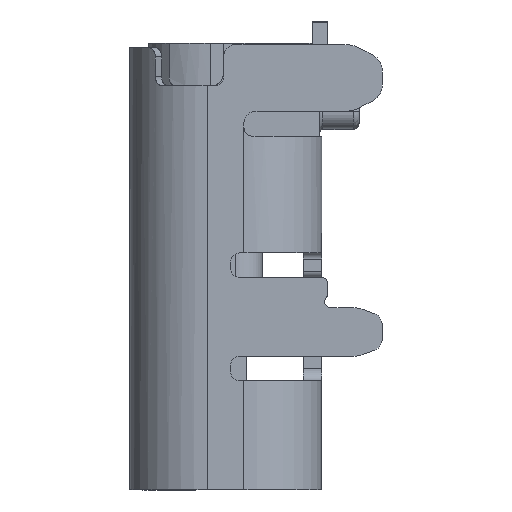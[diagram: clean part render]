
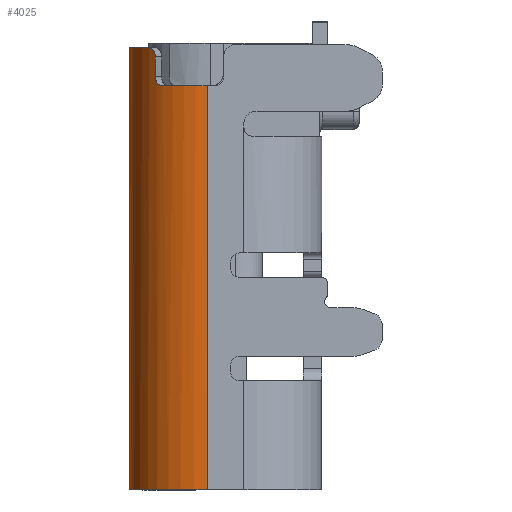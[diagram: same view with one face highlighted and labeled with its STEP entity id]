
A CAD part, front view. The second image highlights one B-rep face of the part: STEP entity #4025.
In plain terms, the highlighted cylindrical face has radius 1.28 mm (diameter 2.56 mm), a partial arc.
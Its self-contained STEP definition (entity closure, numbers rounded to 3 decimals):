
#132 = CYLINDRICAL_SURFACE ( 'NONE', #7341, 1.28 ) ;
#195 = CARTESIAN_POINT ( 'NONE',  ( -1.15, -4.147, -0.598 ) ) ;
#267 = CARTESIAN_POINT ( 'NONE',  ( -1.064, -4.217, -0.697 ) ) ;
#409 = CARTESIAN_POINT ( 'NONE',  ( -1.155, -4.143, -0.561 ) ) ;
#576 = CARTESIAN_POINT ( 'NONE',  ( -1.171, -4.128, -0.146 ) ) ;
#789 = VECTOR ( 'NONE', #21864, 1000. ) ;
#1323 = AXIS2_PLACEMENT_3D ( 'NONE', #4337, #14354, #16052 ) ;
#1486 = ORIENTED_EDGE ( 'NONE', *, *, #18186, .T. ) ;
#1548 = CIRCLE ( 'NONE', #14002, 1.28 ) ;
#1770 = CARTESIAN_POINT ( 'NONE',  ( -0.3, -4.47, -0.7 ) ) ;
#1865 = EDGE_CURVE ( 'NONE', #12164, #2512, #9483, .T. ) ;
#1974 = CARTESIAN_POINT ( 'NONE',  ( -1.155, -4.143, -0.55 ) ) ;
#2053 = CARTESIAN_POINT ( 'NONE',  ( -1.138, -4.158, -0.629 ) ) ;
#2113 = LINE ( 'NONE', #20512, #789 ) ;
#2119 = CARTESIAN_POINT ( 'NONE',  ( -1.112, -4.18, -0.667 ) ) ;
#2247 = VERTEX_POINT ( 'NONE', #1974 ) ;
#2270 = EDGE_LOOP ( 'NONE', ( #11682, #1486, #3538, #8262, #10828, #18744, #14809, #21837 ) ) ;
#2477 = DIRECTION ( 'NONE',  ( 0., 0., 1. ) ) ;
#2512 = VERTEX_POINT ( 'NONE', #14573 ) ;
#3531 = CARTESIAN_POINT ( 'NONE',  ( -1.036, -4.237, -0.7 ) ) ;
#3538 = ORIENTED_EDGE ( 'NONE', *, *, #18378, .T. ) ;
#3605 = CARTESIAN_POINT ( 'NONE',  ( -1.122, -4.171, -0.656 ) ) ;
#3765 = CARTESIAN_POINT ( 'NONE',  ( -1.195, -4.105, -0.109 ) ) ;
#3809 = CARTESIAN_POINT ( 'NONE',  ( -1.089, -4.198, -0.686 ) ) ;
#4025 = ADVANCED_FACE ( 'NONE', ( #18703 ), #132, .T. ) ;
#4337 = CARTESIAN_POINT ( 'NONE',  ( -0.3, -3.19, -7.35 ) ) ;
#4411 = VERTEX_POINT ( 'NONE', #16671 ) ;
#5409 = VERTEX_POINT ( 'NONE', #14985 ) ;
#5502 = CARTESIAN_POINT ( 'NONE',  ( -1.154, -4.143, -0.571 ) ) ;
#5602 = CARTESIAN_POINT ( 'NONE',  ( -1.179, -4.121, -0.133 ) ) ;
#6352 = DIRECTION ( 'NONE',  ( 0., 0., -1. ) ) ;
#6402 = DIRECTION ( 'NONE',  ( 1., 0., 0. ) ) ;
#6462 = LINE ( 'NONE', #9134, #15489 ) ;
#6693 = EDGE_CURVE ( 'NONE', #5409, #8667, #2113, .T. ) ;
#6722 = CARTESIAN_POINT ( 'NONE',  ( -1.58, -3.19, -7.35 ) ) ;
#6839 = DIRECTION ( 'NONE',  ( 0., 0., -1. ) ) ;
#7161 = CARTESIAN_POINT ( 'NONE',  ( -1.186, -4.114, -0.12 ) ) ;
#7341 = AXIS2_PLACEMENT_3D ( 'NONE', #12185, #19050, #13722 ) ;
#8031 = DIRECTION ( 'NONE',  ( 0., 0., 1. ) ) ;
#8262 = ORIENTED_EDGE ( 'NONE', *, *, #1865, .F. ) ;
#8666 = VERTEX_POINT ( 'NONE', #11799 ) ;
#8667 = VERTEX_POINT ( 'NONE', #1770 ) ;
#8773 = B_SPLINE_CURVE_WITH_KNOTS ( 'NONE', 3,
 ( #10311, #15412, #17854, #11134, #14520, #576, #5602, #7161, #3765, #8950, #12468, #12394, #17482, #17262, #12317, #19039 ),
 .UNSPECIFIED., .F., .F.,
 ( 4, 3, 3, 3, 3, 4 ),
 ( 0., 0., 0., 0., 0., 0. ),
 .UNSPECIFIED. ) ;
#8950 = CARTESIAN_POINT ( 'NONE',  ( -1.205, -4.095, -0.1 ) ) ;
#9134 = CARTESIAN_POINT ( 'NONE',  ( -1.155, -4.143, -7.35 ) ) ;
#9483 = LINE ( 'NONE', #16645, #19323 ) ;
#10311 = CARTESIAN_POINT ( 'NONE',  ( -1.155, -4.143, -0.225 ) ) ;
#10574 = CARTESIAN_POINT ( 'NONE',  ( -1.152, -4.145, -0.581 ) ) ;
#10828 = ORIENTED_EDGE ( 'NONE', *, *, #14895, .T. ) ;
#11134 = CARTESIAN_POINT ( 'NONE',  ( -1.161, -4.137, -0.176 ) ) ;
#11241 = EDGE_CURVE ( 'NONE', #2247, #4411, #6462, .T. ) ;
#11682 = ORIENTED_EDGE ( 'NONE', *, *, #11241, .T. ) ;
#11799 = CARTESIAN_POINT ( 'NONE',  ( -1.265, -4.031, -0.075 ) ) ;
#11893 = CIRCLE ( 'NONE', #1323, 1.28 ) ;
#12077 = B_SPLINE_CURVE_WITH_KNOTS ( 'NONE', 3,
 ( #3531, #19101, #267, #15392, #3809, #15606, #2119, #3605, #12229, #2053, #20644, #195, #10574, #5502, #409, #20503 ),
 .UNSPECIFIED., .F., .F.,
 ( 4, 3, 3, 3, 3, 4 ),
 ( 0., 0., 0., 0., 0., 0. ),
 .UNSPECIFIED. ) ;
#12164 = VERTEX_POINT ( 'NONE', #6722 ) ;
#12185 = CARTESIAN_POINT ( 'NONE',  ( -0.3, -3.19, -7.35 ) ) ;
#12229 = CARTESIAN_POINT ( 'NONE',  ( -1.131, -4.164, -0.643 ) ) ;
#12317 = CARTESIAN_POINT ( 'NONE',  ( -1.256, -4.041, -0.075 ) ) ;
#12394 = CARTESIAN_POINT ( 'NONE',  ( -1.226, -4.074, -0.084 ) ) ;
#12468 = CARTESIAN_POINT ( 'NONE',  ( -1.215, -4.085, -0.091 ) ) ;
#13722 = DIRECTION ( 'NONE',  ( 1., 0., 0. ) ) ;
#14002 = AXIS2_PLACEMENT_3D ( 'NONE', #16523, #6352, #19937 ) ;
#14354 = DIRECTION ( 'NONE',  ( 0., 0., 1. ) ) ;
#14520 = CARTESIAN_POINT ( 'NONE',  ( -1.165, -4.133, -0.161 ) ) ;
#14573 = CARTESIAN_POINT ( 'NONE',  ( -1.58, -3.19, -0.075 ) ) ;
#14809 = ORIENTED_EDGE ( 'NONE', *, *, #20030, .T. ) ;
#14876 = CARTESIAN_POINT ( 'NONE',  ( -0.3, -3.19, -0.7 ) ) ;
#14895 = EDGE_CURVE ( 'NONE', #12164, #5409, #11893, .T. ) ;
#14985 = CARTESIAN_POINT ( 'NONE',  ( -0.3, -4.47, -7.35 ) ) ;
#15392 = CARTESIAN_POINT ( 'NONE',  ( -1.077, -4.208, -0.691 ) ) ;
#15412 = CARTESIAN_POINT ( 'NONE',  ( -1.155, -4.143, -0.209 ) ) ;
#15489 = VECTOR ( 'NONE', #2477, 1000. ) ;
#15606 = CARTESIAN_POINT ( 'NONE',  ( -1.101, -4.188, -0.677 ) ) ;
#16052 = DIRECTION ( 'NONE',  ( 1., 0., 0. ) ) ;
#16314 = CIRCLE ( 'NONE', #16458, 1.28 ) ;
#16458 = AXIS2_PLACEMENT_3D ( 'NONE', #14876, #6839, #6402 ) ;
#16523 = CARTESIAN_POINT ( 'NONE',  ( -0.3, -3.19, -0.075 ) ) ;
#16555 = VERTEX_POINT ( 'NONE', #16902 ) ;
#16645 = CARTESIAN_POINT ( 'NONE',  ( -1.58, -3.19, -7.35 ) ) ;
#16671 = CARTESIAN_POINT ( 'NONE',  ( -1.155, -4.143, -0.225 ) ) ;
#16902 = CARTESIAN_POINT ( 'NONE',  ( -1.036, -4.237, -0.7 ) ) ;
#17262 = CARTESIAN_POINT ( 'NONE',  ( -1.247, -4.052, -0.077 ) ) ;
#17344 = EDGE_CURVE ( 'NONE', #16555, #2247, #12077, .T. ) ;
#17482 = CARTESIAN_POINT ( 'NONE',  ( -1.237, -4.062, -0.08 ) ) ;
#17854 = CARTESIAN_POINT ( 'NONE',  ( -1.157, -4.141, -0.192 ) ) ;
#18186 = EDGE_CURVE ( 'NONE', #4411, #8666, #8773, .T. ) ;
#18378 = EDGE_CURVE ( 'NONE', #8666, #2512, #1548, .T. ) ;
#18703 = FACE_OUTER_BOUND ( 'NONE', #2270, .T. ) ;
#18744 = ORIENTED_EDGE ( 'NONE', *, *, #6693, .T. ) ;
#19039 = CARTESIAN_POINT ( 'NONE',  ( -1.265, -4.031, -0.075 ) ) ;
#19050 = DIRECTION ( 'NONE',  ( 0., 0., 1. ) ) ;
#19101 = CARTESIAN_POINT ( 'NONE',  ( -1.05, -4.227, -0.7 ) ) ;
#19323 = VECTOR ( 'NONE', #8031, 1000. ) ;
#19937 = DIRECTION ( 'NONE',  ( 1., 0., 0. ) ) ;
#20030 = EDGE_CURVE ( 'NONE', #8667, #16555, #16314, .T. ) ;
#20503 = CARTESIAN_POINT ( 'NONE',  ( -1.155, -4.143, -0.55 ) ) ;
#20512 = CARTESIAN_POINT ( 'NONE',  ( -0.3, -4.47, -7.35 ) ) ;
#20644 = CARTESIAN_POINT ( 'NONE',  ( -1.145, -4.152, -0.614 ) ) ;
#21837 = ORIENTED_EDGE ( 'NONE', *, *, #17344, .T. ) ;
#21864 = DIRECTION ( 'NONE',  ( 0., 0., 1. ) ) ;
